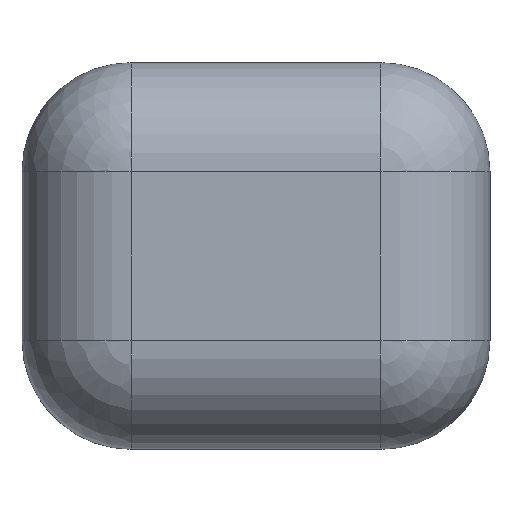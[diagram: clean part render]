
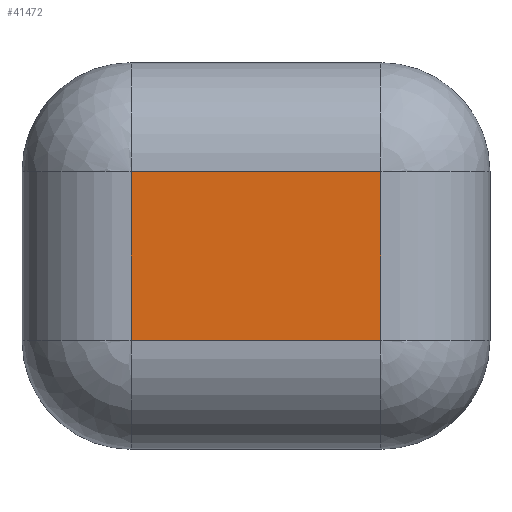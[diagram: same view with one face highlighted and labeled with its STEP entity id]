
A CAD part, front view. The second image highlights one B-rep face of the part: STEP entity #41472.
In plain terms, the highlighted planar face has unit normal (0, -1, 0).
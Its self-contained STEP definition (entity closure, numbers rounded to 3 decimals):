
#320 = VERTEX_POINT ( 'NONE', #20466 ) ;
#2202 = VERTEX_POINT ( 'NONE', #40257 ) ;
#6320 = CARTESIAN_POINT ( 'NONE',  ( -91.612, -119.762, 0. ) ) ;
#7160 = PLANE ( 'NONE',  #32428 ) ;
#7933 = DIRECTION ( 'NONE',  ( 0., -1., 0. ) ) ;
#8025 = DIRECTION ( 'NONE',  ( 1., 0., 0. ) ) ;
#16799 = ORIENTED_EDGE ( 'NONE', *, *, #23398, .T. ) ;
#17004 = EDGE_CURVE ( 'NONE', #320, #45471, #21139, .T. ) ;
#18045 = CARTESIAN_POINT ( 'NONE',  ( 91.612, -119.762, 61.801 ) ) ;
#20201 = CARTESIAN_POINT ( 'NONE',  ( 0., -119.762, -61.801 ) ) ;
#20466 = CARTESIAN_POINT ( 'NONE',  ( 91.612, -119.762, -61.801 ) ) ;
#20800 = VECTOR ( 'NONE', #40904, 1000. ) ;
#21139 = LINE ( 'NONE', #29866, #32944 ) ;
#23398 = EDGE_CURVE ( 'NONE', #2202, #320, #47322, .T. ) ;
#24690 = LINE ( 'NONE', #41179, #20800 ) ;
#29866 = CARTESIAN_POINT ( 'NONE',  ( 91.612, -119.762, 0. ) ) ;
#29900 = DIRECTION ( 'NONE',  ( 0., 0., -1. ) ) ;
#31433 = ORIENTED_EDGE ( 'NONE', *, *, #48281, .T. ) ;
#32428 = AXIS2_PLACEMENT_3D ( 'NONE', #47494, #7933, #40289 ) ;
#32944 = VECTOR ( 'NONE', #33587, 1000. ) ;
#33587 = DIRECTION ( 'NONE',  ( 0., 0., 1. ) ) ;
#40257 = CARTESIAN_POINT ( 'NONE',  ( -91.612, -119.762, -61.801 ) ) ;
#40289 = DIRECTION ( 'NONE',  ( 0., 0., -1. ) ) ;
#40338 = EDGE_LOOP ( 'NONE', ( #31433, #51159, #16799, #52072 ) ) ;
#40904 = DIRECTION ( 'NONE',  ( -1., 0., 0. ) ) ;
#41179 = CARTESIAN_POINT ( 'NONE',  ( 0., -119.762, 61.801 ) ) ;
#41472 = ADVANCED_FACE ( 'NONE', ( #44266 ), #7160, .T. ) ;
#44135 = VERTEX_POINT ( 'NONE', #49544 ) ;
#44266 = FACE_OUTER_BOUND ( 'NONE', #40338, .T. ) ;
#45282 = VECTOR ( 'NONE', #29900, 1000. ) ;
#45471 = VERTEX_POINT ( 'NONE', #18045 ) ;
#47322 = LINE ( 'NONE', #20201, #52006 ) ;
#47494 = CARTESIAN_POINT ( 'NONE',  ( 0., -119.762, 0. ) ) ;
#48281 = EDGE_CURVE ( 'NONE', #45471, #44135, #24690, .T. ) ;
#49544 = CARTESIAN_POINT ( 'NONE',  ( -91.612, -119.762, 61.801 ) ) ;
#50395 = LINE ( 'NONE', #6320, #45282 ) ;
#51159 = ORIENTED_EDGE ( 'NONE', *, *, #51893, .T. ) ;
#51893 = EDGE_CURVE ( 'NONE', #44135, #2202, #50395, .T. ) ;
#52006 = VECTOR ( 'NONE', #8025, 1000. ) ;
#52072 = ORIENTED_EDGE ( 'NONE', *, *, #17004, .T. ) ;
